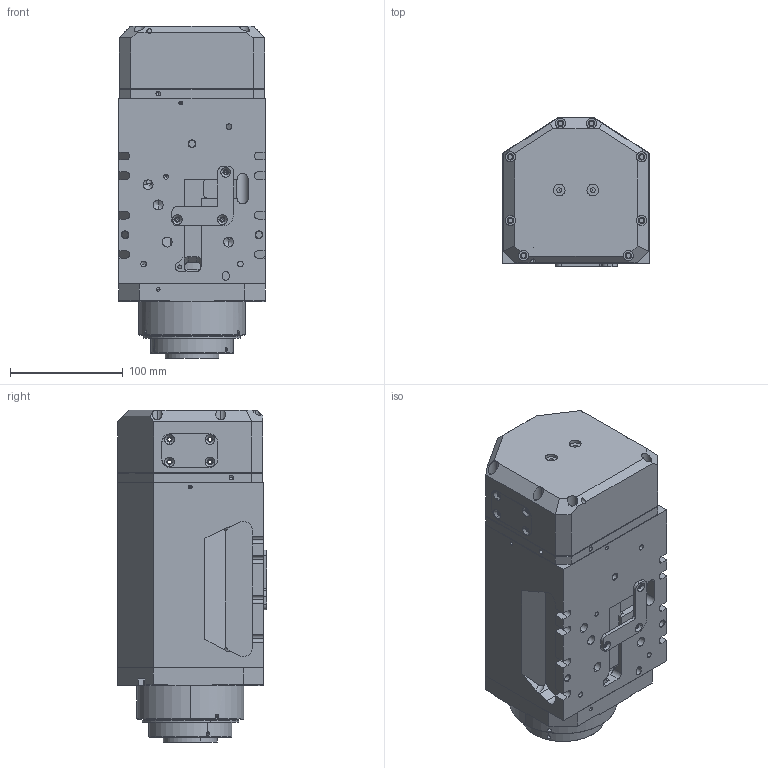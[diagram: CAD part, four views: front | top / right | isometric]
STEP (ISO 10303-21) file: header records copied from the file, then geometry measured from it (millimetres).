
FILE_DESCRIPTION (( 'STEP AP203' ), '1' );
FILE_NAME ('GDL65-ISO30-18Z-9-4.STEP', '2024-08-03T02:57:27', ( '00' ), ( '' ), 'SwSTEP 2.0', 'SolidWorks 2018', '' );
FILE_SCHEMA (( 'CONFIG_CONTROL_DESIGN' ));
Length unit declared in the file: millimetre
Products named in the file (10): 潰党裔啣蝶菜; 綴粣創釱; 滅鳥裔; 潰党裔啣; 盄縐; GDL65-ISO30-18Z-9-4; ァ詰极; ヶ傷裔; 翋粣; 儂褲
Assembly tree (11 placements, depth 2):
  GDL65-ISO30-18Z-9-4
    儂褲
    ヶ傷裔
    綴粣創釱
    ァ詰极
    翋粣
    滅鳥裔
    潰党裔啣蝶菜  x2
    潰党裔啣  x2
    盄縐
Bounding box: 130 x 133 x 295 mm (x, y, z)
Volume: 1746131.1 mm3; surface area: 478727.8 mm2
Topology: 11 solids, 11 shells, 1170 faces, 3040 edges, 1887 vertices
Faces by surface type: cylinder 644, plane 288, cone 226, bspline 12
Entity records: 42440 total; most frequent: CARTESIAN_POINT 13583, DIRECTION 6048, ORIENTED_EDGE 5586, EDGE_CURVE 2793, AXIS2_PLACEMENT_3D 2381, VERTEX_POINT 1810, EDGE_LOOP 1447, LINE 1286
